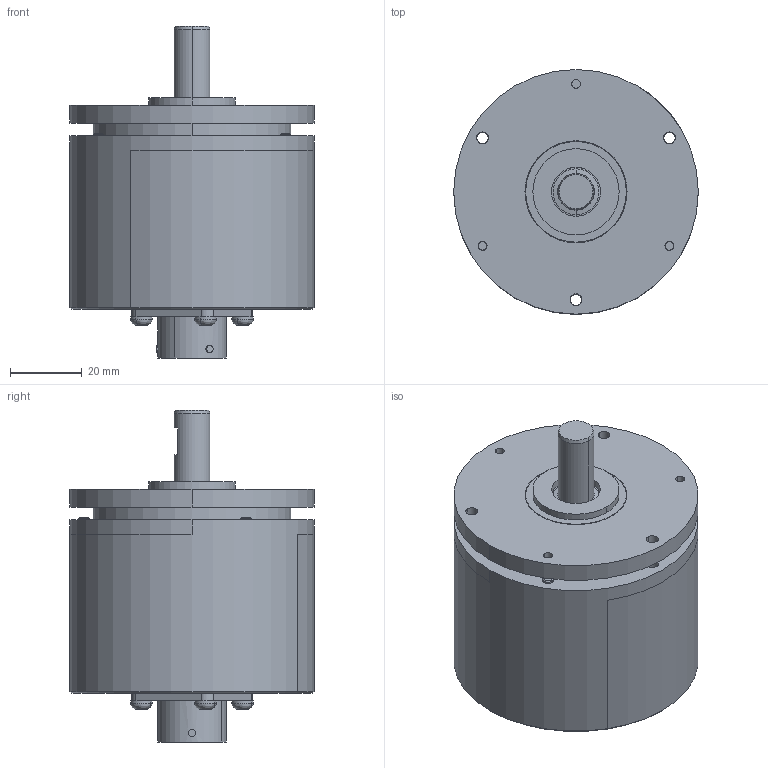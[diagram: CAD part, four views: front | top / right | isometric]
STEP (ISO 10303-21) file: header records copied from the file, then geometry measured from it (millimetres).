
FILE_DESCRIPTION((''),'2;1');
FILE_NAME('507692','2010-11-10T',('se2802'),(''),'PRO/ENGINEER BY PARAMETRIC TECHNOLOGY CORPORATION, 2010180','PRO/ENGINEER BY PARAMETRIC TECHNOLOGY CORPORATION, 2010180','');
FILE_SCHEMA(('CONFIG_CONTROL_DESIGN'));
Length unit declared in the file: millimetre
Products named in the file (1): 507692
Bounding box: 68 x 68 x 92.3 mm (x, y, z)
Volume: 140177.6 mm3; surface area: 47497.5 mm2
Topology: 2 solids, 4 shells, 1154 faces, 3045 edges, 1984 vertices
Faces by surface type: plane 394, cylinder 352, extrusion 324, cone 58, torus 12, bspline 8, sphere 6
Entity records: 40175 total; most frequent: CARTESIAN_POINT 12297, ORIENTED_EDGE 6074, DIRECTION 5179, EDGE_CURVE 3037, VERTEX_POINT 1984, AXIS2_PLACEMENT_3D 1826, VECTOR 1527, EDGE_LOOP 1269
